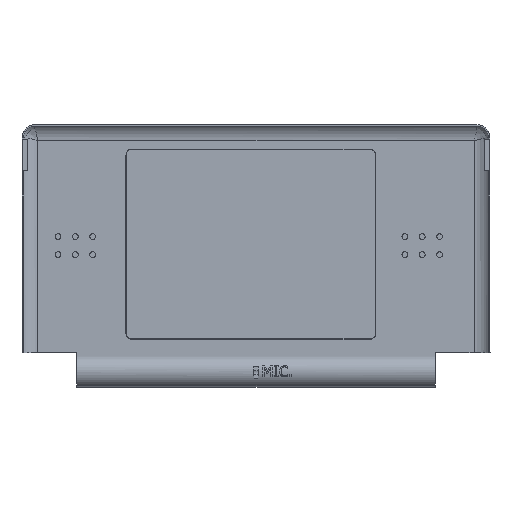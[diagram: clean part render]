
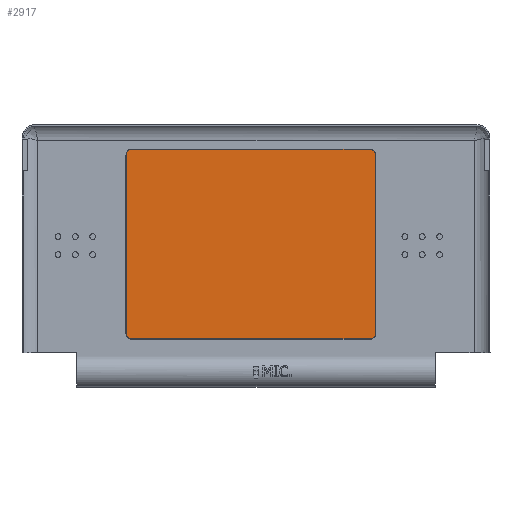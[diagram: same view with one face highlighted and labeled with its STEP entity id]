
A CAD part, front view. The second image highlights one B-rep face of the part: STEP entity #2917.
In plain terms, the highlighted planar face has unit normal (0, -1, 0).
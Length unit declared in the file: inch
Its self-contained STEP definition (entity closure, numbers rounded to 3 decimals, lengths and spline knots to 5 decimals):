
#153=PLANE('',#3162);
#318=FACE_OUTER_BOUND('',#512,.T.);
#512=EDGE_LOOP('',(#2489,#2490,#2491,#2492,#2493,#2494,#2495,#2496));
#749=LINE('',#5344,#984);
#753=LINE('',#5356,#988);
#757=LINE('',#5368,#992);
#761=LINE('',#5378,#996);
#984=VECTOR('',#3795,1.92969);
#988=VECTOR('',#3807,2.57813);
#992=VECTOR('',#3819,1.92969);
#996=VECTOR('',#3831,2.57813);
#1127=CIRCLE('',#3148,0.06055);
#1129=CIRCLE('',#3152,0.06055);
#1131=CIRCLE('',#3156,0.06055);
#1133=CIRCLE('',#3160,0.06055);
#1437=VERTEX_POINT('',#5335);
#1438=VERTEX_POINT('',#5337);
#1440=VERTEX_POINT('',#5343);
#1442=VERTEX_POINT('',#5349);
#1444=VERTEX_POINT('',#5355);
#1446=VERTEX_POINT('',#5361);
#1448=VERTEX_POINT('',#5367);
#1450=VERTEX_POINT('',#5373);
#1799=EDGE_CURVE('',#1438,#1437,#1127,.T.);
#1802=EDGE_CURVE('',#1440,#1438,#749,.T.);
#1805=EDGE_CURVE('',#1442,#1440,#1129,.T.);
#1808=EDGE_CURVE('',#1444,#1442,#753,.T.);
#1811=EDGE_CURVE('',#1446,#1444,#1131,.T.);
#1814=EDGE_CURVE('',#1448,#1446,#757,.T.);
#1817=EDGE_CURVE('',#1450,#1448,#1133,.T.);
#1820=EDGE_CURVE('',#1437,#1450,#761,.T.);
#2489=ORIENTED_EDGE('',*,*,#1820,.T.);
#2490=ORIENTED_EDGE('',*,*,#1817,.T.);
#2491=ORIENTED_EDGE('',*,*,#1814,.T.);
#2492=ORIENTED_EDGE('',*,*,#1811,.T.);
#2493=ORIENTED_EDGE('',*,*,#1808,.T.);
#2494=ORIENTED_EDGE('',*,*,#1805,.T.);
#2495=ORIENTED_EDGE('',*,*,#1802,.T.);
#2496=ORIENTED_EDGE('',*,*,#1799,.T.);
#2917=ADVANCED_FACE('',(#318),#153,.F.);
#3148=AXIS2_PLACEMENT_3D('',#5338,#3789,#3790);
#3152=AXIS2_PLACEMENT_3D('',#5350,#3801,#3802);
#3156=AXIS2_PLACEMENT_3D('',#5362,#3813,#3814);
#3160=AXIS2_PLACEMENT_3D('',#5374,#3825,#3826);
#3162=AXIS2_PLACEMENT_3D('',#5379,#3832,#3833);
#3789=DIRECTION('center_axis',(0.,-1.,0.));
#3790=DIRECTION('ref_axis',(1.,0.,0.));
#3795=DIRECTION('',(0.,0.,1.));
#3801=DIRECTION('center_axis',(0.,-1.,0.));
#3802=DIRECTION('ref_axis',(0.,0.,-1.));
#3807=DIRECTION('',(1.,0.,0.));
#3813=DIRECTION('center_axis',(0.,-1.,0.));
#3814=DIRECTION('ref_axis',(-1.,0.,0.));
#3819=DIRECTION('',(0.,0.,-1.));
#3825=DIRECTION('center_axis',(0.,-1.,0.));
#3826=DIRECTION('ref_axis',(0.,0.,1.));
#3831=DIRECTION('',(-1.,0.,0.));
#3832=DIRECTION('center_axis',(0.,1.,0.));
#3833=DIRECTION('ref_axis',(0.,0.,1.));
#5335=CARTESIAN_POINT('',(-1.78022,0.09375,-2.13721));
#5337=CARTESIAN_POINT('',(-1.71968,0.09375,-2.19776));
#5338=CARTESIAN_POINT('Origin',(-1.78022,0.09375,-2.19776));
#5343=CARTESIAN_POINT('',(-1.71968,0.09375,-4.12745));
#5344=CARTESIAN_POINT('',(-1.71968,0.09375,-4.12745));
#5349=CARTESIAN_POINT('',(-1.78022,0.09375,-4.18799));
#5350=CARTESIAN_POINT('Origin',(-1.78022,0.09375,-4.12745));
#5355=CARTESIAN_POINT('',(-4.35835,0.09375,-4.18799));
#5356=CARTESIAN_POINT('',(-4.35835,0.09375,-4.18799));
#5361=CARTESIAN_POINT('',(-4.4189,0.09375,-4.12745));
#5362=CARTESIAN_POINT('Origin',(-4.35835,0.09375,-4.12745));
#5367=CARTESIAN_POINT('',(-4.4189,0.09375,-2.19776));
#5368=CARTESIAN_POINT('',(-4.4189,0.09375,-2.19776));
#5373=CARTESIAN_POINT('',(-4.35835,0.09375,-2.13721));
#5374=CARTESIAN_POINT('Origin',(-4.35835,0.09375,-2.19776));
#5378=CARTESIAN_POINT('',(-1.78022,0.09375,-2.13721));
#5379=CARTESIAN_POINT('Origin',(-3.06929,0.09375,-3.1626));
